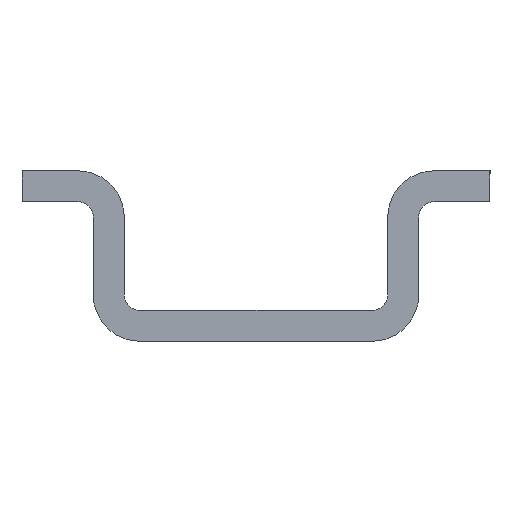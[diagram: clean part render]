
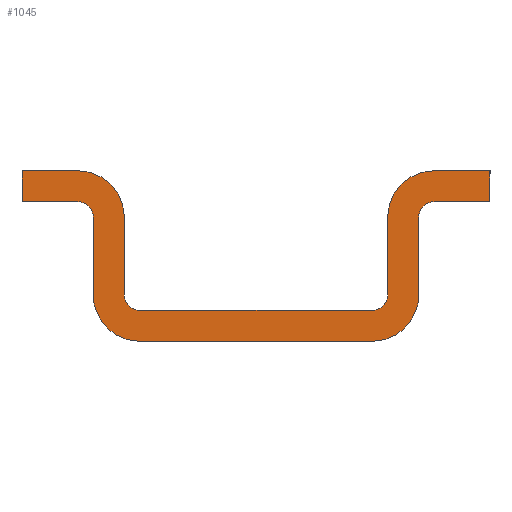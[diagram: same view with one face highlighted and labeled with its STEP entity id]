
A CAD part, left-side view. The second image highlights one B-rep face of the part: STEP entity #1045.
In plain terms, the highlighted planar face has unit normal (-1, 0, 0).
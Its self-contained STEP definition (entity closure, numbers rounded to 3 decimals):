
#55=FACE_OUTER_BOUND('',#109,.T.);
#109=EDGE_LOOP('',(#703,#704,#705,#706,#707,#708,#709,#710,#711,#712,#713,
#714,#715,#716,#717,#718,#719,#720,#721,#722));
#179=CIRCLE('',#1120,1.5);
#180=CIRCLE('',#1121,0.5);
#181=CIRCLE('',#1122,0.5);
#182=CIRCLE('',#1123,1.5);
#183=CIRCLE('',#1124,0.5);
#184=CIRCLE('',#1125,1.5);
#185=CIRCLE('',#1126,1.5);
#186=CIRCLE('',#1127,0.5);
#227=LINE('',#1539,#335);
#228=LINE('',#1541,#336);
#229=LINE('',#1545,#337);
#230=LINE('',#1549,#338);
#231=LINE('',#1553,#339);
#232=LINE('',#1557,#340);
#233=LINE('',#1559,#341);
#234=LINE('',#1561,#342);
#235=LINE('',#1565,#343);
#236=LINE('',#1569,#344);
#237=LINE('',#1573,#345);
#238=LINE('',#1576,#346);
#335=VECTOR('',#1225,10.);
#336=VECTOR('',#1226,10.);
#337=VECTOR('',#1229,10.);
#338=VECTOR('',#1232,10.);
#339=VECTOR('',#1235,10.);
#340=VECTOR('',#1238,10.);
#341=VECTOR('',#1239,10.);
#342=VECTOR('',#1240,10.);
#343=VECTOR('',#1243,10.);
#344=VECTOR('',#1246,10.);
#345=VECTOR('',#1249,10.);
#346=VECTOR('',#1252,10.);
#443=VERTEX_POINT('',#1537);
#444=VERTEX_POINT('',#1538);
#445=VERTEX_POINT('',#1540);
#446=VERTEX_POINT('',#1542);
#447=VERTEX_POINT('',#1544);
#448=VERTEX_POINT('',#1546);
#449=VERTEX_POINT('',#1548);
#450=VERTEX_POINT('',#1550);
#451=VERTEX_POINT('',#1552);
#452=VERTEX_POINT('',#1554);
#453=VERTEX_POINT('',#1556);
#454=VERTEX_POINT('',#1558);
#455=VERTEX_POINT('',#1560);
#456=VERTEX_POINT('',#1562);
#457=VERTEX_POINT('',#1564);
#458=VERTEX_POINT('',#1566);
#459=VERTEX_POINT('',#1568);
#460=VERTEX_POINT('',#1570);
#461=VERTEX_POINT('',#1572);
#462=VERTEX_POINT('',#1574);
#547=EDGE_CURVE('',#443,#444,#227,.T.);
#548=EDGE_CURVE('',#445,#443,#228,.T.);
#549=EDGE_CURVE('',#446,#445,#179,.T.);
#550=EDGE_CURVE('',#447,#446,#229,.T.);
#551=EDGE_CURVE('',#448,#447,#180,.T.);
#552=EDGE_CURVE('',#449,#448,#230,.T.);
#553=EDGE_CURVE('',#450,#449,#181,.T.);
#554=EDGE_CURVE('',#451,#450,#231,.T.);
#555=EDGE_CURVE('',#452,#451,#182,.T.);
#556=EDGE_CURVE('',#453,#452,#232,.T.);
#557=EDGE_CURVE('',#454,#453,#233,.T.);
#558=EDGE_CURVE('',#455,#454,#234,.T.);
#559=EDGE_CURVE('',#456,#455,#183,.T.);
#560=EDGE_CURVE('',#457,#456,#235,.T.);
#561=EDGE_CURVE('',#458,#457,#184,.T.);
#562=EDGE_CURVE('',#459,#458,#236,.T.);
#563=EDGE_CURVE('',#460,#459,#185,.T.);
#564=EDGE_CURVE('',#461,#460,#237,.T.);
#565=EDGE_CURVE('',#462,#461,#186,.T.);
#566=EDGE_CURVE('',#444,#462,#238,.T.);
#703=ORIENTED_EDGE('',*,*,#547,.F.);
#704=ORIENTED_EDGE('',*,*,#548,.F.);
#705=ORIENTED_EDGE('',*,*,#549,.F.);
#706=ORIENTED_EDGE('',*,*,#550,.F.);
#707=ORIENTED_EDGE('',*,*,#551,.F.);
#708=ORIENTED_EDGE('',*,*,#552,.F.);
#709=ORIENTED_EDGE('',*,*,#553,.F.);
#710=ORIENTED_EDGE('',*,*,#554,.F.);
#711=ORIENTED_EDGE('',*,*,#555,.F.);
#712=ORIENTED_EDGE('',*,*,#556,.F.);
#713=ORIENTED_EDGE('',*,*,#557,.F.);
#714=ORIENTED_EDGE('',*,*,#558,.F.);
#715=ORIENTED_EDGE('',*,*,#559,.F.);
#716=ORIENTED_EDGE('',*,*,#560,.F.);
#717=ORIENTED_EDGE('',*,*,#561,.F.);
#718=ORIENTED_EDGE('',*,*,#562,.F.);
#719=ORIENTED_EDGE('',*,*,#563,.F.);
#720=ORIENTED_EDGE('',*,*,#564,.F.);
#721=ORIENTED_EDGE('',*,*,#565,.F.);
#722=ORIENTED_EDGE('',*,*,#566,.F.);
#1015=PLANE('',#1119);
#1045=ADVANCED_FACE('',(#55),#1015,.F.);
#1119=AXIS2_PLACEMENT_3D('',#1536,#1223,#1224);
#1120=AXIS2_PLACEMENT_3D('',#1543,#1227,#1228);
#1121=AXIS2_PLACEMENT_3D('',#1547,#1230,#1231);
#1122=AXIS2_PLACEMENT_3D('',#1551,#1233,#1234);
#1123=AXIS2_PLACEMENT_3D('',#1555,#1236,#1237);
#1124=AXIS2_PLACEMENT_3D('',#1563,#1241,#1242);
#1125=AXIS2_PLACEMENT_3D('',#1567,#1244,#1245);
#1126=AXIS2_PLACEMENT_3D('',#1571,#1247,#1248);
#1127=AXIS2_PLACEMENT_3D('',#1575,#1250,#1251);
#1223=DIRECTION('center_axis',(1.,0.,0.));
#1224=DIRECTION('ref_axis',(0.,-1.,0.));
#1225=DIRECTION('',(0.,0.,-1.));
#1226=DIRECTION('',(0.,-1.,0.));
#1227=DIRECTION('center_axis',(1.,0.,0.));
#1228=DIRECTION('ref_axis',(0.,1.,0.));
#1229=DIRECTION('',(0.,0.,1.));
#1230=DIRECTION('center_axis',(-1.,0.,0.));
#1231=DIRECTION('ref_axis',(0.,1.,0.));
#1232=DIRECTION('',(0.,-1.,0.));
#1233=DIRECTION('center_axis',(-1.,0.,0.));
#1234=DIRECTION('ref_axis',(0.,0.,1.));
#1235=DIRECTION('',(0.,0.,-1.));
#1236=DIRECTION('center_axis',(1.,0.,0.));
#1237=DIRECTION('ref_axis',(0.,0.,1.));
#1238=DIRECTION('',(0.,-1.,0.));
#1239=DIRECTION('',(0.,0.,1.));
#1240=DIRECTION('',(0.,1.,0.));
#1241=DIRECTION('center_axis',(-1.,0.,0.));
#1242=DIRECTION('ref_axis',(0.,0.,-1.));
#1243=DIRECTION('',(0.,0.,1.));
#1244=DIRECTION('center_axis',(1.,0.,0.));
#1245=DIRECTION('ref_axis',(0.,0.,-1.));
#1246=DIRECTION('',(0.,1.,0.));
#1247=DIRECTION('center_axis',(1.,0.,0.));
#1248=DIRECTION('ref_axis',(0.,-1.,0.));
#1249=DIRECTION('',(0.,0.,-1.));
#1250=DIRECTION('center_axis',(-1.,0.,0.));
#1251=DIRECTION('ref_axis',(0.,-1.,0.));
#1252=DIRECTION('',(0.,1.,0.));
#1536=CARTESIAN_POINT('Origin',(418.5,109.357,5.5));
#1537=CARTESIAN_POINT('',(418.5,-7.55,5.5));
#1538=CARTESIAN_POINT('',(418.5,-7.55,4.5));
#1539=CARTESIAN_POINT('',(418.5,-7.55,5.));
#1540=CARTESIAN_POINT('',(418.5,-5.75,5.5));
#1541=CARTESIAN_POINT('',(418.5,50.904,5.5));
#1542=CARTESIAN_POINT('',(418.5,-4.25,4.));
#1543=CARTESIAN_POINT('Origin',(418.5,-5.75,4.));
#1544=CARTESIAN_POINT('',(418.5,-4.25,1.5));
#1545=CARTESIAN_POINT('',(418.5,-4.25,4.75));
#1546=CARTESIAN_POINT('',(418.5,-3.75,1.));
#1547=CARTESIAN_POINT('Origin',(418.5,-3.75,1.5));
#1548=CARTESIAN_POINT('',(418.5,3.75,1.));
#1549=CARTESIAN_POINT('',(418.5,52.804,1.));
#1550=CARTESIAN_POINT('',(418.5,4.25,1.5));
#1551=CARTESIAN_POINT('Origin',(418.5,3.75,1.5));
#1552=CARTESIAN_POINT('',(418.5,4.25,4.));
#1553=CARTESIAN_POINT('',(418.5,4.25,3.5));
#1554=CARTESIAN_POINT('',(418.5,5.75,5.5));
#1555=CARTESIAN_POINT('Origin',(418.5,5.75,4.));
#1556=CARTESIAN_POINT('',(418.5,7.55,5.5));
#1557=CARTESIAN_POINT('',(418.5,57.554,5.5));
#1558=CARTESIAN_POINT('',(418.5,7.55,4.5));
#1559=CARTESIAN_POINT('',(418.5,7.55,5.5));
#1560=CARTESIAN_POINT('',(418.5,5.75,4.5));
#1561=CARTESIAN_POINT('',(418.5,58.454,4.5));
#1562=CARTESIAN_POINT('',(418.5,5.25,4.));
#1563=CARTESIAN_POINT('Origin',(418.5,5.75,4.));
#1564=CARTESIAN_POINT('',(418.5,5.25,1.5));
#1565=CARTESIAN_POINT('',(418.5,5.25,4.75));
#1566=CARTESIAN_POINT('',(418.5,3.75,0.));
#1567=CARTESIAN_POINT('Origin',(418.5,3.75,1.5));
#1568=CARTESIAN_POINT('',(418.5,-3.75,0.));
#1569=CARTESIAN_POINT('',(418.5,56.554,0.));
#1570=CARTESIAN_POINT('',(418.5,-5.25,1.5));
#1571=CARTESIAN_POINT('Origin',(418.5,-3.75,1.5));
#1572=CARTESIAN_POINT('',(418.5,-5.25,4.));
#1573=CARTESIAN_POINT('',(418.5,-5.25,3.5));
#1574=CARTESIAN_POINT('',(418.5,-5.75,4.5));
#1575=CARTESIAN_POINT('Origin',(418.5,-5.75,4.));
#1576=CARTESIAN_POINT('',(418.5,51.804,4.5));
